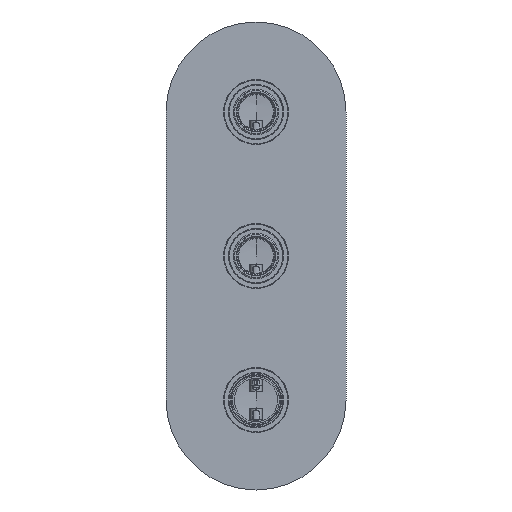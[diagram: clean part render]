
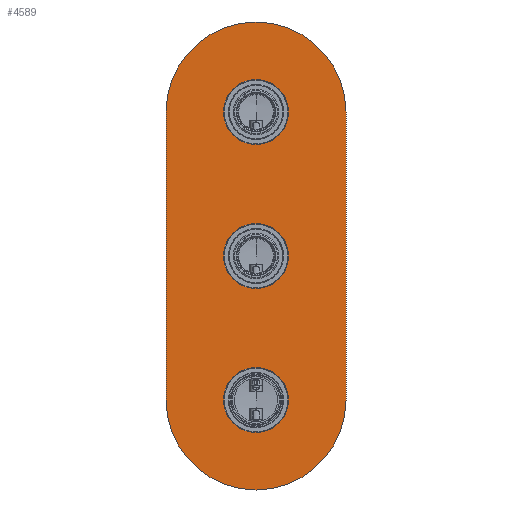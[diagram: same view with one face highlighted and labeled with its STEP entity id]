
A CAD part, front view. The second image highlights one B-rep face of the part: STEP entity #4589.
In plain terms, the highlighted planar face has unit normal (0, -1, 0).
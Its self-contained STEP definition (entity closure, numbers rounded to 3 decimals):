
#4480=CARTESIAN_POINT('Axis2P3D Location',(0.,0.,0.)) ;
#4485=CARTESIAN_POINT('Line Origine',(-75.,0.,0.)) ;
#4489=CARTESIAN_POINT('Vertex',(-75.,0.,-120.)) ;
#4491=CARTESIAN_POINT('Vertex',(-75.,0.,120.)) ;
#4494=CARTESIAN_POINT('Axis2P3D Location',(0.,0.,-120.)) ;
#4498=CARTESIAN_POINT('Vertex',(0.,0.,-195.)) ;
#4501=CARTESIAN_POINT('Axis2P3D Location',(0.,0.,-120.)) ;
#4505=CARTESIAN_POINT('Vertex',(75.,0.,-120.)) ;
#4508=CARTESIAN_POINT('Line Origine',(75.,0.,0.)) ;
#4512=CARTESIAN_POINT('Vertex',(75.,0.,120.)) ;
#4515=CARTESIAN_POINT('Axis2P3D Location',(0.,0.,120.)) ;
#4519=CARTESIAN_POINT('Vertex',(0.,0.,195.)) ;
#4522=CARTESIAN_POINT('Axis2P3D Location',(0.,0.,120.)) ;
#4535=CARTESIAN_POINT('Axis2P3D Location',(0.,0.,0.)) ;
#4539=CARTESIAN_POINT('Vertex',(0.,0.,27.)) ;
#4541=CARTESIAN_POINT('Vertex',(0.,0.,-27.)) ;
#4544=CARTESIAN_POINT('Axis2P3D Location',(0.,0.,0.)) ;
#4553=CARTESIAN_POINT('Axis2P3D Location',(0.,0.,-120.)) ;
#4557=CARTESIAN_POINT('Vertex',(0.,0.,-93.)) ;
#4559=CARTESIAN_POINT('Vertex',(0.,0.,-147.)) ;
#4562=CARTESIAN_POINT('Axis2P3D Location',(0.,0.,-120.)) ;
#4571=CARTESIAN_POINT('Axis2P3D Location',(0.,0.,120.)) ;
#4575=CARTESIAN_POINT('Vertex',(0.,0.,147.)) ;
#4577=CARTESIAN_POINT('Vertex',(0.,0.,93.)) ;
#4580=CARTESIAN_POINT('Axis2P3D Location',(0.,0.,120.)) ;
#4487=VECTOR('Line Direction',#4486,1.) ;
#4510=VECTOR('Line Direction',#4509,1.) ;
#4481=DIRECTION('Axis2P3D Direction',(0.,1.,0.)) ;
#4482=DIRECTION('Axis2P3D XDirection',(0.,0.,-1.)) ;
#4486=DIRECTION('Vector Direction',(0.,0.,1.)) ;
#4495=DIRECTION('Axis2P3D Direction',(0.,1.,0.)) ;
#4502=DIRECTION('Axis2P3D Direction',(0.,1.,0.)) ;
#4509=DIRECTION('Vector Direction',(0.,0.,-1.)) ;
#4516=DIRECTION('Axis2P3D Direction',(0.,1.,0.)) ;
#4523=DIRECTION('Axis2P3D Direction',(0.,1.,0.)) ;
#4536=DIRECTION('Axis2P3D Direction',(0.,1.,0.)) ;
#4545=DIRECTION('Axis2P3D Direction',(0.,1.,0.)) ;
#4554=DIRECTION('Axis2P3D Direction',(0.,1.,0.)) ;
#4563=DIRECTION('Axis2P3D Direction',(0.,1.,0.)) ;
#4572=DIRECTION('Axis2P3D Direction',(0.,1.,0.)) ;
#4581=DIRECTION('Axis2P3D Direction',(0.,1.,0.)) ;
#4483=AXIS2_PLACEMENT_3D('Plane Axis2P3D',#4480,#4481,#4482) ;
#4496=AXIS2_PLACEMENT_3D('Circle Axis2P3D',#4494,#4495,$) ;
#4503=AXIS2_PLACEMENT_3D('Circle Axis2P3D',#4501,#4502,$) ;
#4517=AXIS2_PLACEMENT_3D('Circle Axis2P3D',#4515,#4516,$) ;
#4524=AXIS2_PLACEMENT_3D('Circle Axis2P3D',#4522,#4523,$) ;
#4537=AXIS2_PLACEMENT_3D('Circle Axis2P3D',#4535,#4536,$) ;
#4546=AXIS2_PLACEMENT_3D('Circle Axis2P3D',#4544,#4545,$) ;
#4555=AXIS2_PLACEMENT_3D('Circle Axis2P3D',#4553,#4554,$) ;
#4564=AXIS2_PLACEMENT_3D('Circle Axis2P3D',#4562,#4563,$) ;
#4573=AXIS2_PLACEMENT_3D('Circle Axis2P3D',#4571,#4572,$) ;
#4582=AXIS2_PLACEMENT_3D('Circle Axis2P3D',#4580,#4581,$) ;
#4488=LINE('Line',#4485,#4487) ;
#4511=LINE('Line',#4508,#4510) ;
#4497=CIRCLE('generated circle',#4496,75.) ;
#4504=CIRCLE('generated circle',#4503,75.) ;
#4518=CIRCLE('generated circle',#4517,75.) ;
#4525=CIRCLE('generated circle',#4524,75.) ;
#4538=CIRCLE('generated circle',#4537,27.) ;
#4547=CIRCLE('generated circle',#4546,27.) ;
#4556=CIRCLE('generated circle',#4555,27.) ;
#4565=CIRCLE('generated circle',#4564,27.) ;
#4574=CIRCLE('generated circle',#4573,27.) ;
#4583=CIRCLE('generated circle',#4582,27.) ;
#4484=PLANE('',#4483) ;
#4552=FACE_BOUND('',#4549,.T.) ;
#4570=FACE_BOUND('',#4567,.T.) ;
#4588=FACE_BOUND('',#4585,.T.) ;
#4493=EDGE_CURVE('',#4490,#4492,#4488,.T.) ;
#4500=EDGE_CURVE('',#4499,#4490,#4497,.T.) ;
#4507=EDGE_CURVE('',#4506,#4499,#4504,.T.) ;
#4514=EDGE_CURVE('',#4513,#4506,#4511,.T.) ;
#4521=EDGE_CURVE('',#4520,#4513,#4518,.T.) ;
#4526=EDGE_CURVE('',#4492,#4520,#4525,.T.) ;
#4543=EDGE_CURVE('',#4540,#4542,#4538,.T.) ;
#4548=EDGE_CURVE('',#4542,#4540,#4547,.T.) ;
#4561=EDGE_CURVE('',#4558,#4560,#4556,.T.) ;
#4566=EDGE_CURVE('',#4560,#4558,#4565,.T.) ;
#4579=EDGE_CURVE('',#4576,#4578,#4574,.T.) ;
#4584=EDGE_CURVE('',#4578,#4576,#4583,.T.) ;
#4528=ORIENTED_EDGE('',*,*,#4493,.F.) ;
#4529=ORIENTED_EDGE('',*,*,#4500,.F.) ;
#4530=ORIENTED_EDGE('',*,*,#4507,.F.) ;
#4531=ORIENTED_EDGE('',*,*,#4514,.F.) ;
#4532=ORIENTED_EDGE('',*,*,#4521,.F.) ;
#4533=ORIENTED_EDGE('',*,*,#4526,.F.) ;
#4550=ORIENTED_EDGE('',*,*,#4543,.T.) ;
#4551=ORIENTED_EDGE('',*,*,#4548,.T.) ;
#4568=ORIENTED_EDGE('',*,*,#4561,.T.) ;
#4569=ORIENTED_EDGE('',*,*,#4566,.T.) ;
#4586=ORIENTED_EDGE('',*,*,#4579,.T.) ;
#4587=ORIENTED_EDGE('',*,*,#4584,.T.) ;
#4527=EDGE_LOOP('',(#4528,#4529,#4530,#4531,#4532,#4533)) ;
#4549=EDGE_LOOP('',(#4550,#4551)) ;
#4567=EDGE_LOOP('',(#4568,#4569)) ;
#4585=EDGE_LOOP('',(#4586,#4587)) ;
#4490=VERTEX_POINT('',#4489) ;
#4492=VERTEX_POINT('',#4491) ;
#4499=VERTEX_POINT('',#4498) ;
#4506=VERTEX_POINT('',#4505) ;
#4513=VERTEX_POINT('',#4512) ;
#4520=VERTEX_POINT('',#4519) ;
#4540=VERTEX_POINT('',#4539) ;
#4542=VERTEX_POINT('',#4541) ;
#4558=VERTEX_POINT('',#4557) ;
#4560=VERTEX_POINT('',#4559) ;
#4576=VERTEX_POINT('',#4575) ;
#4578=VERTEX_POINT('',#4577) ;
#4589=ADVANCED_FACE('E-PPI.114.1\\MANIFOLD_SOLID_BREP #376',(#4534,#4552,#4570,#4588),#4484,.F.) ;
#4534=FACE_OUTER_BOUND('',#4527,.T.) ;
